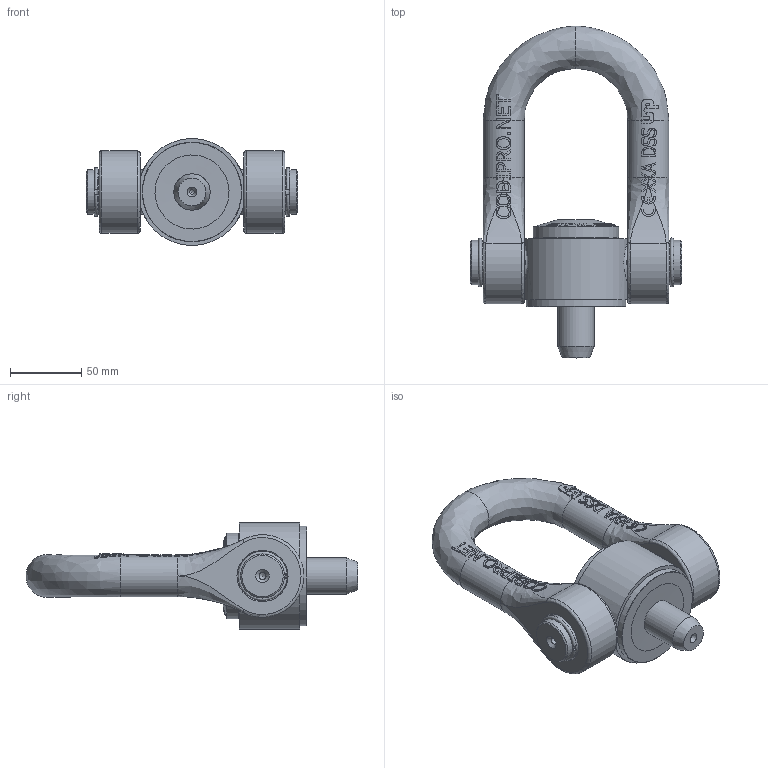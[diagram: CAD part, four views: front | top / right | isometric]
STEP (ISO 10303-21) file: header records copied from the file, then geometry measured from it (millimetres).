
FILE_DESCRIPTION(/* description */ (''),/* implementation_level */ '2;1');
FILE_NAME(/* name */ 'DSS U100 UP.stp',/* time_stamp */ '2017-09-20T08:58:18+02:00',/* author */ ('rklenes'),/* organization */ (''),/* preprocessor_version */ 'ST-DEVELOPER v16.5',/* originating_system */ 'Autodesk Inventor 2017',/* authorisation */ '');
FILE_SCHEMA (('AUTOMOTIVE_DESIGN { 1 0 10303 214 3 1 1 }'));
Length unit declared in the file: millimetre
Products named in the file (7): DSS U100 UP; DSS_N3X48; DSM_N3X48; DSM_N3; DIN 7993 - A 32; DSA_U1X84_UP; DSE_U1A_UP
Assembly tree (7 placements, depth 3):
  DSS U100 UP
    DSS_N3X48
      DSM_N3X48
      DSM_N3
      DIN 7993 - A 32  x2
    DSA_U1X84_UP
    DSE_U1A_UP
Bounding box: 148.5 x 233 x 74.72 mm (x, y, z)
Volume: 630405.8 mm3; surface area: 113036.7 mm2
Topology: 6 solids, 6 shells, 803 faces, 2181 edges, 1443 vertices
Faces by surface type: plane 365, bspline 277, cylinder 76, cone 68, torus 17
Full cylindrical faces by diameter (mm): 3.15 x1, 4.917 x2, 25.4 x4, 25.6 x1, 29 x2, 31 x4, 32.25 x2, 47.7 x2, 48 x3, 60 x1, 70 x1
Entity records: 31072 total; most frequent: CARTESIAN_POINT 12840, ORIENTED_EDGE 4208, DIRECTION 2903, EDGE_CURVE 2104, VERTEX_POINT 1429, AXIS2_PLACEMENT_3D 1040, EDGE_LOOP 923, LINE 823
